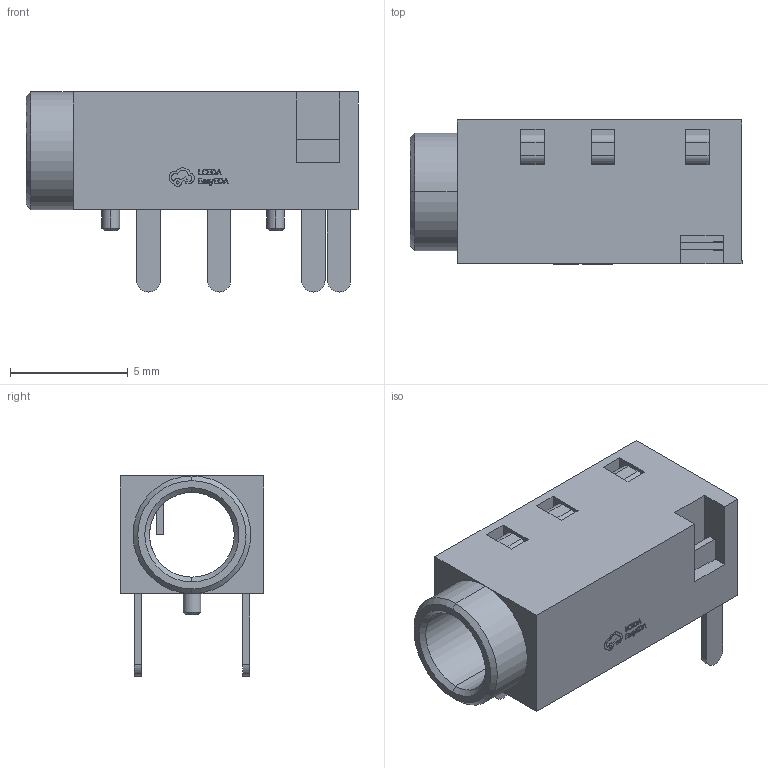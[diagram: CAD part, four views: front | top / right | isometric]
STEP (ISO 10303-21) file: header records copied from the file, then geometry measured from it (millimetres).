
FILE_DESCRIPTION (( 'STEP AP214' ), '1' );
FILE_NAME ('AUDIO-TH_PJ-320A-4P-DIP.STEP', '2023-09-23T09:02:09', ( '' ), ( '' ), 'SwSTEP 2.0', 'SolidWorks 2020', '' );
FILE_SCHEMA (( 'AUTOMOTIVE_DESIGN' ));
Length unit declared in the file: millimetre
Products named in the file (1): AUDIO-TH_PJ-320A-4P-DIP
Bounding box: 14.1 x 6.11 x 8.5 mm (x, y, z)
Volume: 256.5 mm3; surface area: 662.2 mm2
Topology: 5 solids, 5 shells, 336 faces, 918 edges, 608 vertices
Faces by surface type: plane 202, bspline 98, cylinder 28, cone 8
Entity records: 14844 total; most frequent: CARTESIAN_POINT 3169, ORIENTED_EDGE 1836, DIRECTION 1266, EDGE_CURVE 918, LINE 648, VECTOR 648, VERTEX_POINT 608, EDGE_LOOP 368
